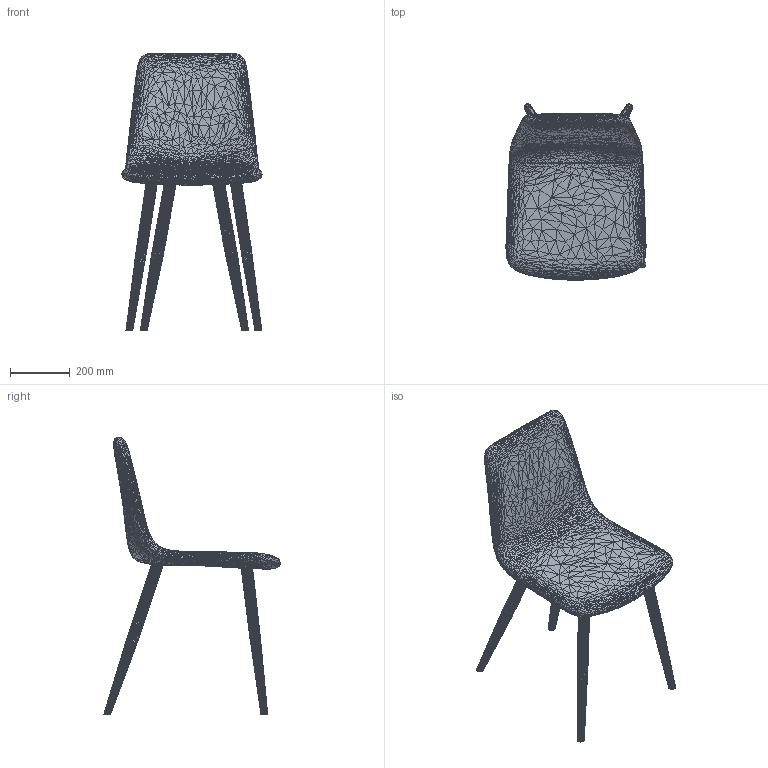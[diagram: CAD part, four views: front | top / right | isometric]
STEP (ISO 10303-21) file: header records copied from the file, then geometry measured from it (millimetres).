
FILE_DESCRIPTION(('STEP AP214'),'1');
FILE_NAME('Stuhl Lino.STP','2025-12-09T08:45:46',(' '),(' '),'Spatial InterOp 3D',' ',' ');
FILE_SCHEMA(('AUTOMOTIVE_DESIGN { 1 0 10303 214 1 1 1 1 }'));
Length unit declared in the file: millimetre
Products named in the file (3): Stuhl Lino; ASSEM1
Assembly tree (2 placements, depth 2):
  Stuhl Lino
    ASSEM1
    (unnamed)
Bounding box: 467.12 x 588.83 x 925.65 mm (x, y, z)
Volume: 1882992.1 mm3; surface area: 990466.6 mm2
Topology: 4 solids, 6 shells, 10647 faces, 17072 edges, 6431 vertices
Faces by surface type: plane 10647
Entity records: 216900 total; most frequent: DIRECTION 38372, CARTESIAN_POINT 34153, ORIENTED_EDGE 33418, EDGE_CURVE 17072, LINE 17072, VECTOR 17072, AXIS2_PLACEMENT_3D 10650, PLANE 10647
